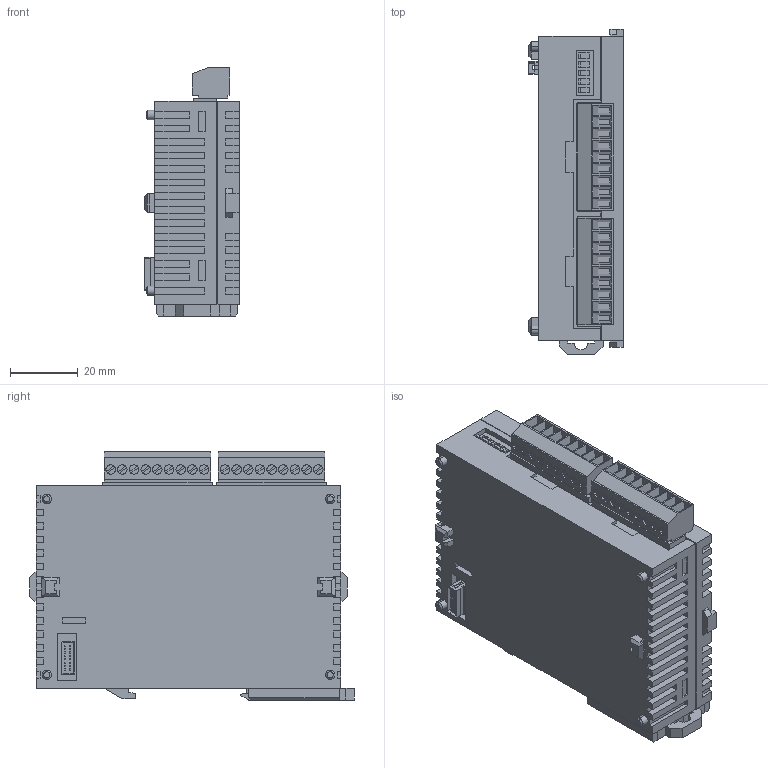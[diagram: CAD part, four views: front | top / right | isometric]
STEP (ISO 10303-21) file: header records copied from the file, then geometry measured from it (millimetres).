
FILE_DESCRIPTION (( 'STEP AP203' ), '1' );
FILE_NAME ('afp0rad8.STEP', '2015-03-25T01:37:13', ( '' ), ( '' ), 'SwSTEP 2.0', 'SolidWorks 2010', '' );
FILE_SCHEMA (( 'CONFIG_CONTROL_DESIGN' ));
Length unit declared in the file: millimetre
Products named in the file (1): afp0rad8
Bounding box: 28 x 96.05 x 73.45 mm (x, y, z)
Volume: 139751.6 mm3; surface area: 26419 mm2
Topology: 1 solids, 1 shells, 913 faces, 2440 edges, 1607 vertices
Faces by surface type: plane 820, cylinder 69, bspline 16, cone 8
Entity records: 28265 total; most frequent: CARTESIAN_POINT 5201, ORIENTED_EDGE 4880, DIRECTION 4454, EDGE_CURVE 2440, VECTOR 2222, LINE 2222, VERTEX_POINT 1607, AXIS2_PLACEMENT_3D 1116
